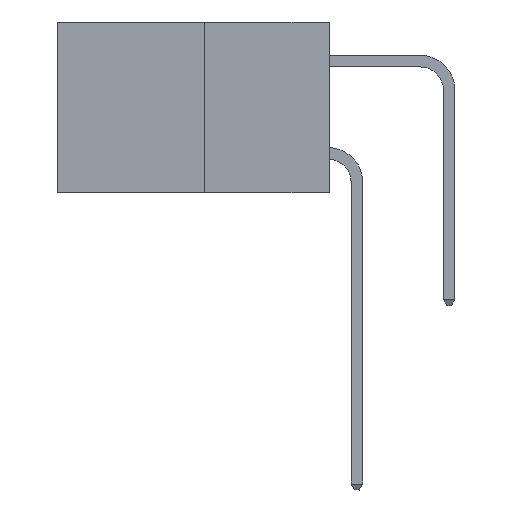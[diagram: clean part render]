
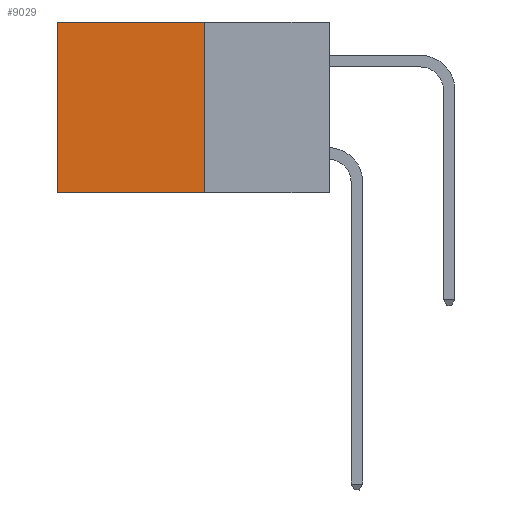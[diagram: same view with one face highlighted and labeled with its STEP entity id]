
A CAD part, left-side view. The second image highlights one B-rep face of the part: STEP entity #9029.
In plain terms, the highlighted planar face has unit normal (-1, 0, 0).
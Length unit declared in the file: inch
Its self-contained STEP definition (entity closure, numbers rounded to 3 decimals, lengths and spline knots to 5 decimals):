
#640 = VERTEX_POINT ( 'NONE', #8471 ) ;
#1139 = DIRECTION ( 'NONE',  ( 0., 1., 0. ) ) ;
#1309 = CARTESIAN_POINT ( 'NONE',  ( 0.277, 0.27, -0.37 ) ) ;
#1371 = VECTOR ( 'NONE', #10068, 39.37008 ) ;
#2395 = ORIENTED_EDGE ( 'NONE', *, *, #5126, .T. ) ;
#2500 = ORIENTED_EDGE ( 'NONE', *, *, #6271, .F. ) ;
#2545 = ORIENTED_EDGE ( 'NONE', *, *, #2814, .F. ) ;
#2557 = CARTESIAN_POINT ( 'NONE',  ( 0.277, 0.59, -0.37 ) ) ;
#2629 = ORIENTED_EDGE ( 'NONE', *, *, #4858, .T. ) ;
#2814 = EDGE_CURVE ( 'NONE', #4741, #6915, #10726, .T. ) ;
#3102 = DIRECTION ( 'NONE',  ( 1., 0., 0. ) ) ;
#3680 = AXIS2_PLACEMENT_3D ( 'NONE', #6757, #3102, #9025 ) ;
#4087 = FACE_OUTER_BOUND ( 'NONE', #5925, .T. ) ;
#4650 = VECTOR ( 'NONE', #9183, 39.37008 ) ;
#4741 = VERTEX_POINT ( 'NONE', #9426 ) ;
#4852 = CARTESIAN_POINT ( 'NONE',  ( 0.277, 0.59, 0. ) ) ;
#4858 = EDGE_CURVE ( 'NONE', #4741, #8784, #7654, .T. ) ;
#4931 = DIRECTION ( 'NONE',  ( 0., 1., 0. ) ) ;
#5095 = VECTOR ( 'NONE', #1139, 39.37008 ) ;
#5126 = EDGE_CURVE ( 'NONE', #8784, #640, #6280, .T. ) ;
#5925 = EDGE_LOOP ( 'NONE', ( #2395, #2500, #2545, #2629 ) ) ;
#6271 = EDGE_CURVE ( 'NONE', #6915, #640, #6718, .T. ) ;
#6280 = LINE ( 'NONE', #2557, #1371 ) ;
#6321 = CARTESIAN_POINT ( 'NONE',  ( 0.277, 0.27, -0.37 ) ) ;
#6718 = LINE ( 'NONE', #1309, #10412 ) ;
#6757 = CARTESIAN_POINT ( 'NONE',  ( 0.277, 0.27, -0.37 ) ) ;
#6915 = VERTEX_POINT ( 'NONE', #6321 ) ;
#7355 = CARTESIAN_POINT ( 'NONE',  ( 0.277, 0.27, 0. ) ) ;
#7654 = LINE ( 'NONE', #7355, #5095 ) ;
#8471 = CARTESIAN_POINT ( 'NONE',  ( 0.277, 0.59, -0.37 ) ) ;
#8784 = VERTEX_POINT ( 'NONE', #4852 ) ;
#8990 = PLANE ( 'NONE',  #3680 ) ;
#9025 = DIRECTION ( 'NONE',  ( 0., 0., -1. ) ) ;
#9029 = ADVANCED_FACE ( 'NONE', ( #4087 ), #8990, .F. ) ;
#9183 = DIRECTION ( 'NONE',  ( 0., 0., -1. ) ) ;
#9207 = CARTESIAN_POINT ( 'NONE',  ( 0.277, 0.27, -0.37 ) ) ;
#9426 = CARTESIAN_POINT ( 'NONE',  ( 0.277, 0.27, 0. ) ) ;
#10068 = DIRECTION ( 'NONE',  ( 0., 0., -1. ) ) ;
#10412 = VECTOR ( 'NONE', #4931, 39.37008 ) ;
#10726 = LINE ( 'NONE', #9207, #4650 ) ;
